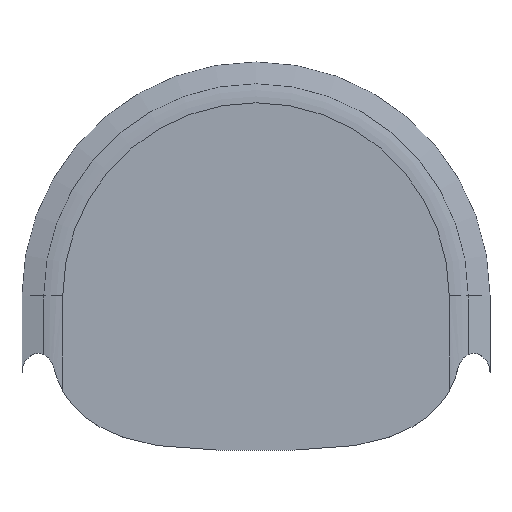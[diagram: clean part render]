
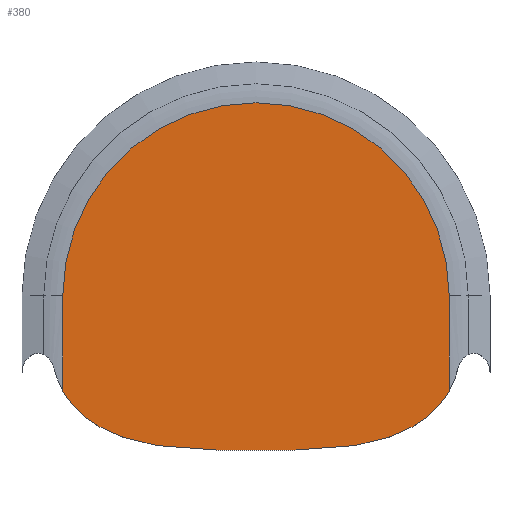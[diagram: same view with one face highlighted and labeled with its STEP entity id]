
A CAD part, top view. The second image highlights one B-rep face of the part: STEP entity #380.
In plain terms, the highlighted planar face has unit normal (0, 0, 1).
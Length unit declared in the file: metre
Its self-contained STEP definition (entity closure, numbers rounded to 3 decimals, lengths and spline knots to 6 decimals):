
#17=B_SPLINE_CURVE_WITH_KNOTS('',2,(#701,#702,#703),.UNSPECIFIED.,.F.,.F.,
(3,3),(0.,1.),.PIECEWISE_BEZIER_KNOTS.);
#21=B_SPLINE_CURVE_WITH_KNOTS('',2,(#737,#738,#739),.UNSPECIFIED.,.F.,.F.,
(3,3),(0.,1.),.PIECEWISE_BEZIER_KNOTS.);
#30=CIRCLE('',#535,0.049538);
#98=ORIENTED_EDGE('',*,*,#174,.T.);
#99=ORIENTED_EDGE('',*,*,#188,.T.);
#100=ORIENTED_EDGE('',*,*,#189,.T.);
#101=ORIENTED_EDGE('',*,*,#190,.T.);
#102=ORIENTED_EDGE('',*,*,#165,.F.);
#103=ORIENTED_EDGE('',*,*,#171,.T.);
#165=EDGE_CURVE('',#213,#214,#17,.T.);
#171=EDGE_CURVE('',#213,#217,#247,.T.);
#174=EDGE_CURVE('',#217,#220,#21,.T.);
#188=EDGE_CURVE('',#220,#228,#254,.F.);
#189=EDGE_CURVE('',#228,#229,#30,.T.);
#190=EDGE_CURVE('',#229,#214,#255,.T.);
#213=VERTEX_POINT('',#704);
#214=VERTEX_POINT('',#705);
#217=VERTEX_POINT('',#719);
#220=VERTEX_POINT('',#736);
#228=VERTEX_POINT('',#771);
#229=VERTEX_POINT('',#773);
#247=LINE('',#720,#269);
#254=LINE('',#770,#276);
#255=LINE('',#774,#277);
#269=VECTOR('',#585,1.);
#276=VECTOR('',#614,1.);
#277=VECTOR('',#617,1.);
#292=EDGE_LOOP('',(#98,#99,#100,#101,#102,#103));
#322=FACE_BOUND('',#292,.T.);
#345=PLANE('',#534);
#380=ADVANCED_FACE('',(#322),#345,.T.);
#534=AXIS2_PLACEMENT_3D('',#769,#612,#613);
#535=AXIS2_PLACEMENT_3D('',#772,#615,#616);
#585=DIRECTION('',(1.,0.,0.));
#612=DIRECTION('',(0.,0.,1.));
#613=DIRECTION('',(1.,0.,0.));
#614=DIRECTION('',(0.,-1.,0.));
#615=DIRECTION('',(0.,0.,1.));
#616=DIRECTION('',(1.,0.,0.));
#617=DIRECTION('',(0.,-1.,0.));
#701=CARTESIAN_POINT('',(-0.01,-0.0395,0.0294));
#702=CARTESIAN_POINT('',(-0.05,-0.0395,0.0294));
#703=CARTESIAN_POINT('',(-0.0525,-0.0145,0.0294));
#704=CARTESIAN_POINT('',(-0.01,-0.0395,0.0294));
#705=CARTESIAN_POINT('',(-0.049538,-0.024375,0.0294));
#719=CARTESIAN_POINT('',(0.01,-0.0395,0.0294));
#720=CARTESIAN_POINT('',(0.005,-0.0395,0.0294));
#736=CARTESIAN_POINT('',(0.049538,-0.024375,0.0294));
#737=CARTESIAN_POINT('',(0.01,-0.0395,0.0294));
#738=CARTESIAN_POINT('',(0.05,-0.0395,0.0294));
#739=CARTESIAN_POINT('',(0.0525,-0.0145,0.0294));
#769=CARTESIAN_POINT('',(0.,-0.025,0.0294));
#770=CARTESIAN_POINT('',(0.049538,-0.025,0.0294));
#771=CARTESIAN_POINT('',(0.049538,0.,0.0294));
#772=CARTESIAN_POINT('',(0.,0.,0.0294));
#773=CARTESIAN_POINT('',(-0.049538,0.,0.0294));
#774=CARTESIAN_POINT('',(-0.049538,-0.025,0.0294));
